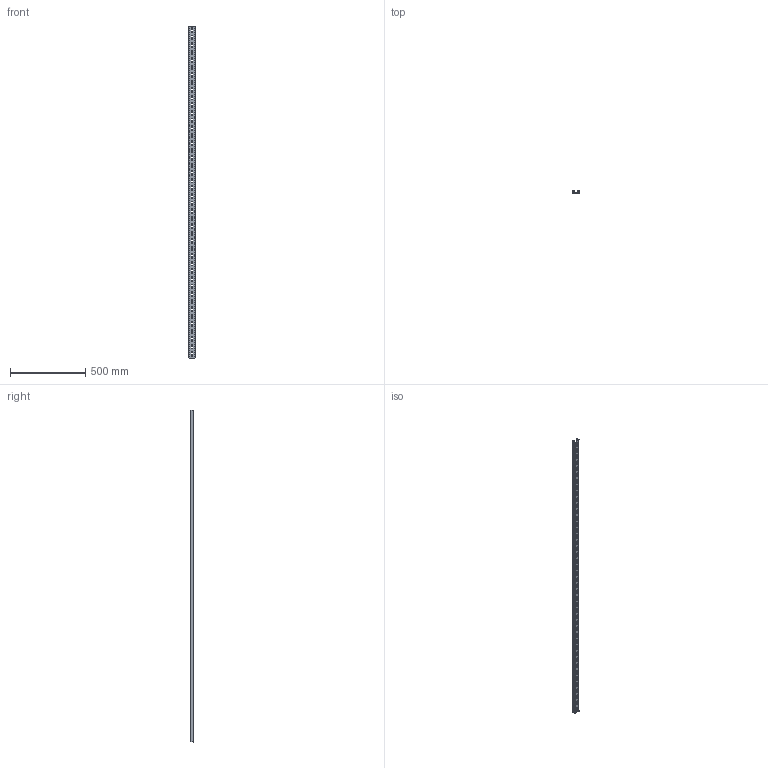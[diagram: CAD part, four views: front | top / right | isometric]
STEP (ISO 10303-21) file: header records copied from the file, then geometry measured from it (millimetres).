
FILE_DESCRIPTION (( 'STEP AP203' ), '1' );
FILE_NAME ('STRUT-镳铘桦黖h21-2200.step', '2022-01-25T09:03:53', ( '' ), ( '' ), 'SwSTEP 2.0', 'SolidWorks 2017', '' );
FILE_SCHEMA (( 'CONFIG_CONTROL_DESIGN' ));
Length unit declared in the file: millimetre
Products named in the file (1): STRUT-镳铘桦黖h21-2200
Bounding box: 41 x 21 x 2200 mm (x, y, z)
Volume: 476808.6 mm3; surface area: 412120.1 mm2
Topology: 1 solids, 1 shells, 1800 faces, 5394 edges, 3596 vertices
Faces by surface type: plane 1706, cylinder 94
Entity records: 59799 total; most frequent: CARTESIAN_POINT 10791, ORIENTED_EDGE 10788, DIRECTION 9184, EDGE_CURVE 5394, VECTOR 5206, LINE 5206, VERTEX_POINT 3596, AXIS2_PLACEMENT_3D 1989
